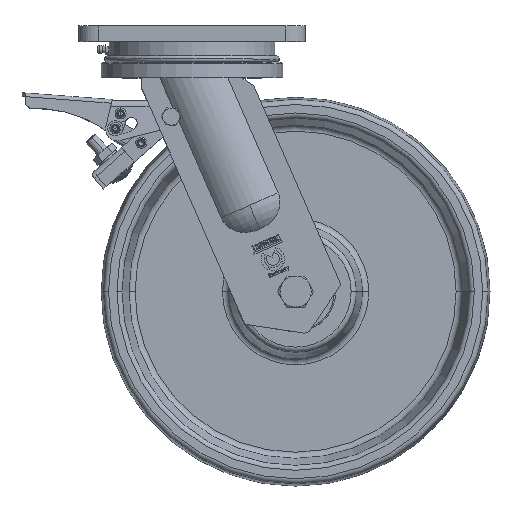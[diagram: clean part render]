
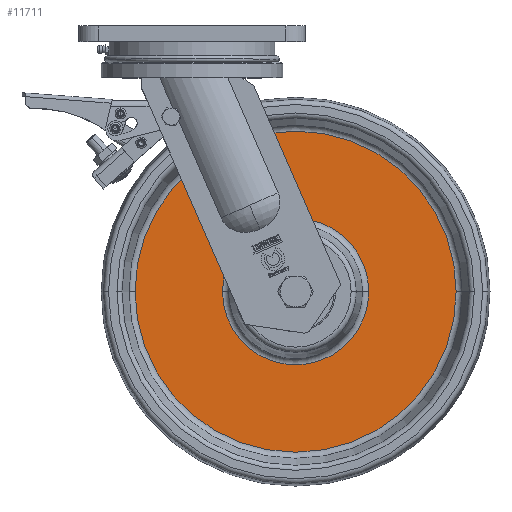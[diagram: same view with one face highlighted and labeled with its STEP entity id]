
A CAD part, top view. The second image highlights one B-rep face of the part: STEP entity #11711.
In plain terms, the highlighted planar face has unit normal (0, 0, 1).
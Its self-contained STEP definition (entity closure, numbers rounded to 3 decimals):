
#1149 = CARTESIAN_POINT ( 'NONE',  ( 80., -205., 7.5 ) ) ;
#2100 = CIRCLE ( 'NONE', #12868, 123.896 ) ;
#2534 = VERTEX_POINT ( 'NONE', #13648 ) ;
#2647 = VERTEX_POINT ( 'NONE', #26966 ) ;
#4496 = DIRECTION ( 'NONE',  ( -1., 0., 0. ) ) ;
#4544 = DIRECTION ( 'NONE',  ( -1., 0., 0. ) ) ;
#4877 = CARTESIAN_POINT ( 'NONE',  ( 80., -205., 7.5 ) ) ;
#6492 = EDGE_LOOP ( 'NONE', ( #22225, #9678 ) ) ;
#6951 = AXIS2_PLACEMENT_3D ( 'NONE', #1149, #19787, #4496 ) ;
#7463 = EDGE_CURVE ( 'NONE', #2647, #16314, #2100, .T. ) ;
#8168 = VERTEX_POINT ( 'NONE', #21535 ) ;
#8239 = CARTESIAN_POINT ( 'NONE',  ( 80., -205., 7.5 ) ) ;
#9374 = EDGE_LOOP ( 'NONE', ( #17512, #14840 ) ) ;
#9678 = ORIENTED_EDGE ( 'NONE', *, *, #26893, .F. ) ;
#10035 = AXIS2_PLACEMENT_3D ( 'NONE', #8239, #21228, #28963 ) ;
#11711 = ADVANCED_FACE ( 'NONE', ( #32825, #24910 ), #22230, .T. ) ;
#12032 = CARTESIAN_POINT ( 'NONE',  ( 80., -205., 7.5 ) ) ;
#12868 = AXIS2_PLACEMENT_3D ( 'NONE', #12032, #32906, #30213 ) ;
#12928 = CIRCLE ( 'NONE', #6951, 56.456 ) ;
#13648 = CARTESIAN_POINT ( 'NONE',  ( 136.456, -205., 7.5 ) ) ;
#14840 = ORIENTED_EDGE ( 'NONE', *, *, #27021, .F. ) ;
#15293 = DIRECTION ( 'NONE',  ( 0., 0., -1. ) ) ;
#16314 = VERTEX_POINT ( 'NONE', #32041 ) ;
#16801 = EDGE_CURVE ( 'NONE', #8168, #2534, #12928, .T. ) ;
#17512 = ORIENTED_EDGE ( 'NONE', *, *, #7463, .F. ) ;
#19787 = DIRECTION ( 'NONE',  ( 0., 0., 1. ) ) ;
#20196 = CARTESIAN_POINT ( 'NONE',  ( 80., -77.5, 7.5 ) ) ;
#21228 = DIRECTION ( 'NONE',  ( 0., 0., 1. ) ) ;
#21337 = CIRCLE ( 'NONE', #21880, 123.896 ) ;
#21535 = CARTESIAN_POINT ( 'NONE',  ( 23.544, -205., 7.5 ) ) ;
#21880 = AXIS2_PLACEMENT_3D ( 'NONE', #4877, #15293, #4544 ) ;
#22225 = ORIENTED_EDGE ( 'NONE', *, *, #16801, .F. ) ;
#22230 = PLANE ( 'NONE',  #26735 ) ;
#24910 = FACE_OUTER_BOUND ( 'NONE', #9374, .T. ) ;
#25070 = CIRCLE ( 'NONE', #10035, 56.456 ) ;
#25416 = DIRECTION ( 'NONE',  ( 0., 0., 1. ) ) ;
#26735 = AXIS2_PLACEMENT_3D ( 'NONE', #20196, #25416, #30461 ) ;
#26893 = EDGE_CURVE ( 'NONE', #2534, #8168, #25070, .T. ) ;
#26966 = CARTESIAN_POINT ( 'NONE',  ( -43.896, -205., 7.5 ) ) ;
#27021 = EDGE_CURVE ( 'NONE', #16314, #2647, #21337, .T. ) ;
#28963 = DIRECTION ( 'NONE',  ( -1., 0., 0. ) ) ;
#30213 = DIRECTION ( 'NONE',  ( -1., 0., 0. ) ) ;
#30461 = DIRECTION ( 'NONE',  ( -1., 0., 0. ) ) ;
#32041 = CARTESIAN_POINT ( 'NONE',  ( 203.896, -205., 7.5 ) ) ;
#32825 = FACE_BOUND ( 'NONE', #6492, .T. ) ;
#32906 = DIRECTION ( 'NONE',  ( 0., 0., -1. ) ) ;
